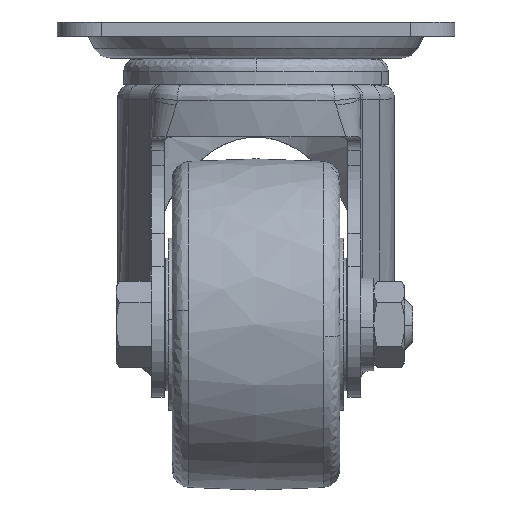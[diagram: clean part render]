
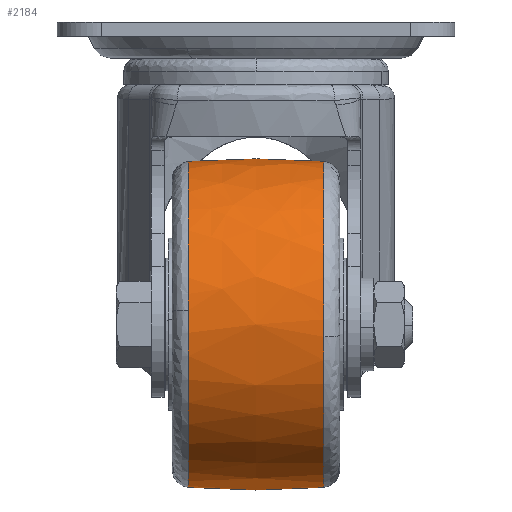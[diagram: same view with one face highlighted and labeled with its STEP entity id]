
A CAD part, left-side view. The second image highlights one B-rep face of the part: STEP entity #2184.
In plain terms, the highlighted free-form (B-spline) face has degree [2, 2] with [3, 7] control points.
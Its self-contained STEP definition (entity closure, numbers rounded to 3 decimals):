
#1895=CARTESIAN_POINT('',(-58.809,-15.306,-71.281));
#1896=VERTEX_POINT('',#1895);
#1910=CARTESIAN_POINT('',(-22.0,-15.306,-105.413));
#1911=VERTEX_POINT('',#1910);
#1912=CARTESIAN_POINT('',(-58.809,-15.306,-71.281));
#1913=CARTESIAN_POINT('',(-56.23,-15.306,-105.413));
#1914=CARTESIAN_POINT('',(-22.0,-15.306,-105.413));
#1922=(BOUNDED_CURVE()B_SPLINE_CURVE(2,(#1912,#1913,#1914),.UNSPECIFIED.,.F.,.U.)B_SPLINE_CURVE_WITH_KNOTS((3,3),(0.763,1.0),.UNSPECIFIED.)CURVE()GEOMETRIC_REPRESENTATION_ITEM()RATIONAL_B_SPLINE_CURVE((0.971,0.722,1.0))REPRESENTATION_ITEM(''));
#1923=EDGE_CURVE('',#1896,#1911,#1922,.T.);
#1991=CARTESIAN_POINT('',(-22.0,-15.306,-31.587));
#1992=VERTEX_POINT('',#1991);
#2006=CARTESIAN_POINT('',(-22.0,-15.306,-31.587));
#2007=CARTESIAN_POINT('',(-58.913,-15.306,-31.587));
#2008=CARTESIAN_POINT('',(-58.913,-15.306,-68.5));
#2009=CARTESIAN_POINT('',(-58.913,-15.306,-69.892));
#2010=CARTESIAN_POINT('',(-58.809,-15.306,-71.281));
#2018=(BOUNDED_CURVE()B_SPLINE_CURVE(2,(#2006,#2007,#2008,#2009,#2010),.UNSPECIFIED.,.F.,.U.)B_SPLINE_CURVE_WITH_KNOTS((3,2,3),(0.5,0.75,0.763),.UNSPECIFIED.)CURVE()GEOMETRIC_REPRESENTATION_ITEM()RATIONAL_B_SPLINE_CURVE((1.0,0.707,1.0,0.985,0.971))REPRESENTATION_ITEM(''));
#2019=EDGE_CURVE('',#1992,#1896,#2018,.T.);
#2054=CARTESIAN_POINT('',(-22.0,15.306,-105.413));
#2055=VERTEX_POINT('',#2054);
#2056=CARTESIAN_POINT('',(-22.0,-15.306,-105.413));
#2057=CARTESIAN_POINT('',(-22.,0.,-106.588));
#2058=CARTESIAN_POINT('',(-22.0,15.306,-105.413));
#2066=(BOUNDED_CURVE()B_SPLINE_CURVE(2,(#2056,#2057,#2058),.UNSPECIFIED.,.F.,.U.)B_SPLINE_CURVE_WITH_KNOTS((3,3),(0.44,0.56),.UNSPECIFIED.)CURVE()GEOMETRIC_REPRESENTATION_ITEM()RATIONAL_B_SPLINE_CURVE((0.908,0.905,0.908))REPRESENTATION_ITEM(''));
#2067=EDGE_CURVE('',#1911,#2055,#2066,.T.);
#2084=CARTESIAN_POINT('',(-22.0,15.306,-31.587));
#2085=VERTEX_POINT('',#2084);
#2101=CARTESIAN_POINT('',(-22.0,-15.306,-31.587));
#2102=CARTESIAN_POINT('',(-22.,0.,-30.412));
#2103=CARTESIAN_POINT('',(-22.0,15.306,-31.587));
#2111=(BOUNDED_CURVE()B_SPLINE_CURVE(2,(#2101,#2102,#2103),.UNSPECIFIED.,.F.,.U.)B_SPLINE_CURVE_WITH_KNOTS((3,3),(0.44,0.56),.UNSPECIFIED.)CURVE()GEOMETRIC_REPRESENTATION_ITEM()RATIONAL_B_SPLINE_CURVE((0.908,0.905,0.908))REPRESENTATION_ITEM(''));
#2112=EDGE_CURVE('',#1992,#2085,#2111,.T.);
#2119=CARTESIAN_POINT('',(-20.971,-16.83,-31.709));
#2120=CARTESIAN_POINT('',(-20.932,0.,-30.288));
#2121=CARTESIAN_POINT('',(-20.971,16.83,-31.709));
#2122=CARTESIAN_POINT('',(-21.483,-16.83,-31.709));
#2123=CARTESIAN_POINT('',(-21.463,0.,-30.288));
#2124=CARTESIAN_POINT('',(-21.483,16.83,-31.709));
#2125=CARTESIAN_POINT('',(-58.791,-16.83,-31.709));
#2126=CARTESIAN_POINT('',(-60.212,0.,-30.288));
#2127=CARTESIAN_POINT('',(-58.791,16.83,-31.709));
#2128=CARTESIAN_POINT('',(-58.791,-16.83,-68.5));
#2129=CARTESIAN_POINT('',(-60.212,0.,-68.5));
#2130=CARTESIAN_POINT('',(-58.791,16.83,-68.5));
#2131=CARTESIAN_POINT('',(-58.791,-16.83,-105.291));
#2132=CARTESIAN_POINT('',(-60.212,0.,-106.712));
#2133=CARTESIAN_POINT('',(-58.791,16.83,-105.291));
#2134=CARTESIAN_POINT('',(-21.483,-16.83,-105.291));
#2135=CARTESIAN_POINT('',(-21.463,0.,-106.712));
#2136=CARTESIAN_POINT('',(-21.483,16.83,-105.291));
#2137=CARTESIAN_POINT('',(-20.971,-16.83,-105.291));
#2138=CARTESIAN_POINT('',(-20.932,0.,-106.712));
#2139=CARTESIAN_POINT('',(-20.971,16.83,-105.291));
#2147=(BOUNDED_SURFACE()B_SPLINE_SURFACE(2,2,((#2119,#2122,#2125,#2128,#2131,#2134,#2137),(#2120,#2123,#2126,#2129,#2132,#2135,#2138),(#2121,#2124,#2127,#2130,#2133,#2136,#2139)),.UNSPECIFIED.,.F.,.F.,.U.)B_SPLINE_SURFACE_WITH_KNOTS((3,3),(3,1,2,1,3),(0.0,33.72),(0.0,1.243,63.375,125.507,126.749),.UNSPECIFIED.)GEOMETRIC_REPRESENTATION_ITEM()RATIONAL_B_SPLINE_SURFACE(((0.918,0.913,0.642,0.908,0.642,0.913,0.918),(0.915,0.91,0.64,0.905,0.64,0.91,0.915),(0.918,0.913,0.642,0.908,0.642,0.913,0.918)))REPRESENTATION_ITEM('')SURFACE());
#2148=ORIENTED_EDGE('',*,*,#2067,.F.);
#2149=ORIENTED_EDGE('',*,*,#1923,.F.);
#2150=ORIENTED_EDGE('',*,*,#2019,.F.);
#2151=ORIENTED_EDGE('',*,*,#2112,.T.);
#2152=CARTESIAN_POINT('',(-58.771,15.306,-65.257));
#2153=VERTEX_POINT('',#2152);
#2154=CARTESIAN_POINT('',(-22.0,15.306,-31.587));
#2155=CARTESIAN_POINT('',(-55.801,15.306,-31.587));
#2156=CARTESIAN_POINT('',(-58.771,15.306,-65.257));
#2164=(BOUNDED_CURVE()B_SPLINE_CURVE(2,(#2154,#2155,#2156),.UNSPECIFIED.,.F.,.U.)B_SPLINE_CURVE_WITH_KNOTS((3,3),(0.5,0.735),.UNSPECIFIED.)CURVE()GEOMETRIC_REPRESENTATION_ITEM()RATIONAL_B_SPLINE_CURVE((1.0,0.725,0.966))REPRESENTATION_ITEM(''));
#2165=EDGE_CURVE('',#2085,#2153,#2164,.T.);
#2166=ORIENTED_EDGE('',*,*,#2165,.T.);
#2167=CARTESIAN_POINT('',(-58.771,15.306,-65.257));
#2168=CARTESIAN_POINT('',(-58.913,15.306,-66.875));
#2169=CARTESIAN_POINT('',(-58.913,15.306,-68.5));
#2170=CARTESIAN_POINT('',(-58.913,15.306,-105.413));
#2171=CARTESIAN_POINT('',(-22.0,15.306,-105.413));
#2179=(BOUNDED_CURVE()B_SPLINE_CURVE(2,(#2167,#2168,#2169,#2170,#2171),.UNSPECIFIED.,.F.,.U.)B_SPLINE_CURVE_WITH_KNOTS((3,2,3),(0.735,0.75,1.0),.UNSPECIFIED.)CURVE()GEOMETRIC_REPRESENTATION_ITEM()RATIONAL_B_SPLINE_CURVE((0.966,0.982,1.0,0.707,1.0))REPRESENTATION_ITEM(''));
#2180=EDGE_CURVE('',#2153,#2055,#2179,.T.);
#2181=ORIENTED_EDGE('',*,*,#2180,.T.);
#2182=EDGE_LOOP('',(#2148,#2149,#2150,#2151,#2166,#2181));
#2183=FACE_OUTER_BOUND('',#2182,.T.);
#2184=ADVANCED_FACE('',(#2183),#2147,.T.);
